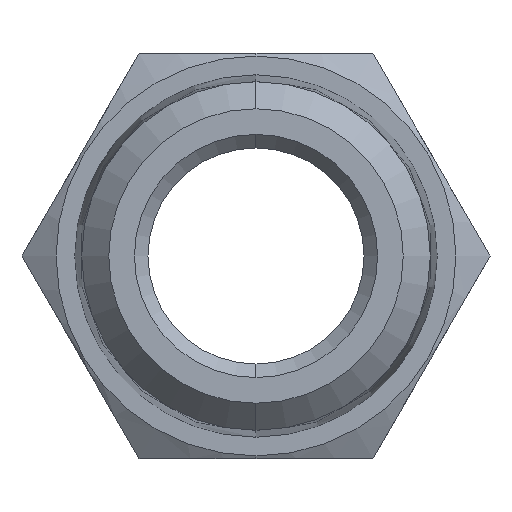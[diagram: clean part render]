
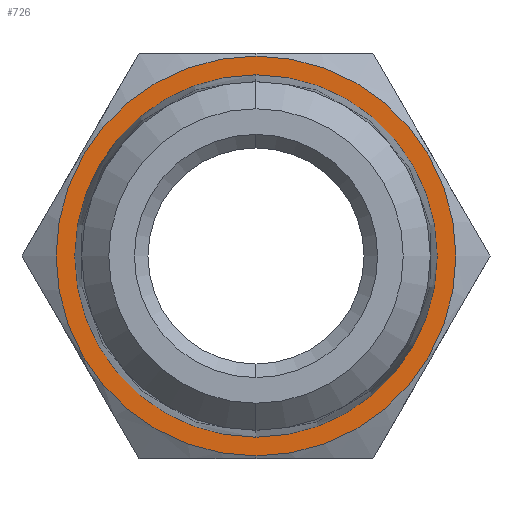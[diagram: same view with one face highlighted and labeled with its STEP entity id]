
A CAD part, front view. The second image highlights one B-rep face of the part: STEP entity #726.
In plain terms, the highlighted planar face has unit normal (0, -1, 0).
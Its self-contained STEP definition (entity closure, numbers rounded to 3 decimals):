
#224 = CARTESIAN_POINT ( 'NONE',  ( 0., -42.5, 0. ) ) ;
#225 = DIRECTION ( 'NONE',  ( 0., -1., 0. ) ) ;
#226 = DIRECTION ( 'NONE',  ( 0., 0., 1. ) ) ;
#240 = CARTESIAN_POINT ( 'NONE',  ( 0., -42.5, 0. ) ) ;
#241 = DIRECTION ( 'NONE',  ( 0., -1., 0. ) ) ;
#242 = DIRECTION ( 'NONE',  ( 0., 0., -1. ) ) ;
#265 = PLANE ( 'NONE',  #1008 ) ;
#266 = CARTESIAN_POINT ( 'NONE',  ( 6.707, -42.5, 0. ) ) ;
#267 = DIRECTION ( 'NONE',  ( 0., 1., 0. ) ) ;
#268 = DIRECTION ( 'NONE',  ( 0., 0., 1. ) ) ;
#335 = CARTESIAN_POINT ( 'NONE',  ( 0., -42.5, 0. ) ) ;
#336 = DIRECTION ( 'NONE',  ( 0., -1., 0. ) ) ;
#337 = DIRECTION ( 'NONE',  ( 0., 0., 1. ) ) ;
#341 = CARTESIAN_POINT ( 'NONE',  ( 0., -42.5, 0. ) ) ;
#342 = DIRECTION ( 'NONE',  ( 0., -1., 0. ) ) ;
#343 = DIRECTION ( 'NONE',  ( 0., 0., -1. ) ) ;
#526 = CARTESIAN_POINT ( 'NONE',  ( 0., -42.5, 7.4 ) ) ;
#529 = CARTESIAN_POINT ( 'NONE',  ( 0., -42.5, -6.707 ) ) ;
#530 = CARTESIAN_POINT ( 'NONE',  ( 0., -42.5, 6.707 ) ) ;
#564 = CARTESIAN_POINT ( 'NONE',  ( 0., -42.5, -7.4 ) ) ;
#627 = CIRCLE ( 'NONE', #655, 7.4 ) ;
#655 = AXIS2_PLACEMENT_3D ( 'NONE', #224, #225, #226 ) ;
#662 = CIRCLE ( 'NONE', #811, 6.707 ) ;
#712 = EDGE_CURVE ( 'NONE', #904, #824, #627, .T. ) ;
#719 = EDGE_CURVE ( 'NONE', #828, #832, #662, .T. ) ;
#726 = ADVANCED_FACE ( 'NONE', ( #1111, #1112 ), #265, .F. ) ;
#742 = EDGE_CURVE ( 'NONE', #824, #904, #1017, .T. ) ;
#744 = EDGE_CURVE ( 'NONE', #832, #828, #1023, .T. ) ;
#811 = AXIS2_PLACEMENT_3D ( 'NONE', #240, #241, #242 ) ;
#824 = VERTEX_POINT ( 'NONE', #526 ) ;
#828 = VERTEX_POINT ( 'NONE', #529 ) ;
#832 = VERTEX_POINT ( 'NONE', #530 ) ;
#904 = VERTEX_POINT ( 'NONE', #564 ) ;
#959 = EDGE_LOOP ( 'NONE', ( #1068, #1069 ) ) ;
#960 = EDGE_LOOP ( 'NONE', ( #1066, #1067 ) ) ;
#1008 = AXIS2_PLACEMENT_3D ( 'NONE', #266, #267, #268 ) ;
#1017 = CIRCLE ( 'NONE', #1025, 7.4 ) ;
#1023 = CIRCLE ( 'NONE', #1029, 6.707 ) ;
#1025 = AXIS2_PLACEMENT_3D ( 'NONE', #335, #336, #337 ) ;
#1029 = AXIS2_PLACEMENT_3D ( 'NONE', #341, #342, #343 ) ;
#1066 = ORIENTED_EDGE ( 'NONE', *, *, #742, .T. ) ;
#1067 = ORIENTED_EDGE ( 'NONE', *, *, #712, .T. ) ;
#1068 = ORIENTED_EDGE ( 'NONE', *, *, #744, .F. ) ;
#1069 = ORIENTED_EDGE ( 'NONE', *, *, #719, .F. ) ;
#1111 = FACE_OUTER_BOUND ( 'NONE', #960, .T. ) ;
#1112 = FACE_BOUND ( 'NONE', #959, .T. ) ;
